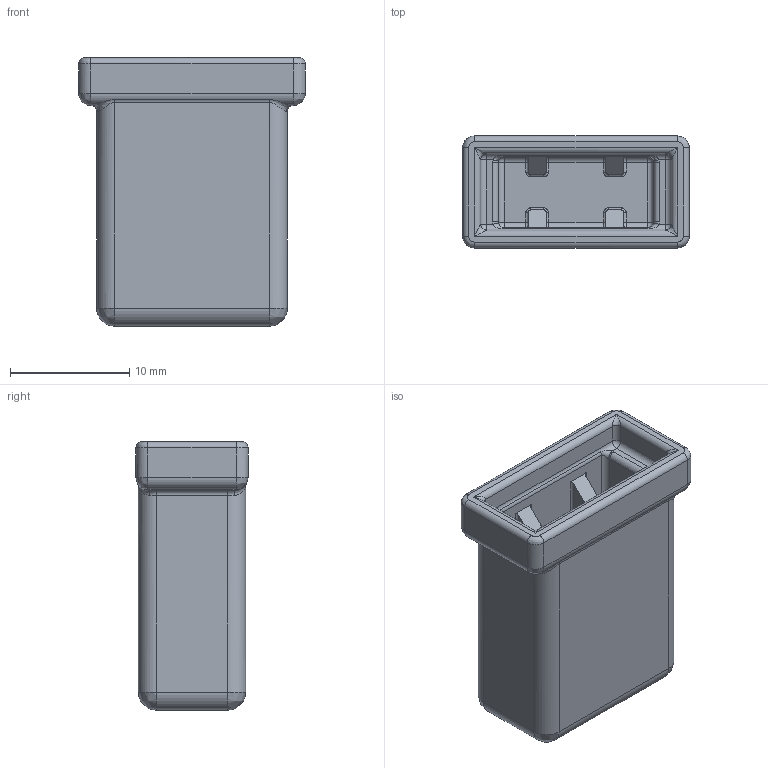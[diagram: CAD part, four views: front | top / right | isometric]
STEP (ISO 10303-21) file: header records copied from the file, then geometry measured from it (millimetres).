
FILE_DESCRIPTION (( 'STEP AP214' ), '1' );
FILE_NAME ('S800-BBIC.STEP', '2020-06-18T12:35:38', ( '' ), ( '' ), 'SwSTEP 2.0', 'SolidWorks 2018', '' );
FILE_SCHEMA (( 'AUTOMOTIVE_DESIGN' ));
Length unit declared in the file: millimetre
Products named in the file (1): S800-BBIC
Bounding box: 19 x 9.4 x 22.5 mm (x, y, z)
Volume: 1763.6 mm3; surface area: 2331.3 mm2
Topology: 1 solids, 1 shells, 177 faces, 414 edges, 220 vertices
Faces by surface type: cylinder 80, plane 41, bspline 28, torus 20, sphere 8
Entity records: 7379 total; most frequent: CARTESIAN_POINT 2951, ORIENTED_EDGE 788, DIRECTION 768, EDGE_CURVE 394, AXIS2_PLACEMENT_3D 293, VERTEX_POINT 220, VECTOR 182, LINE 182
